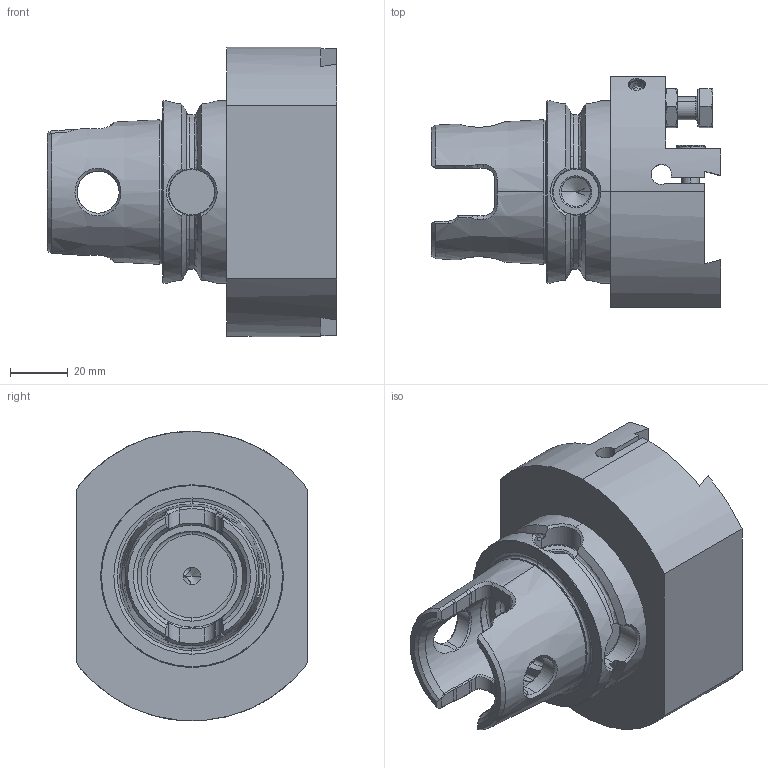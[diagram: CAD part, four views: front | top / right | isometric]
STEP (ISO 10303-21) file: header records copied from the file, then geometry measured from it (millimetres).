
FILE_DESCRIPTION (( 'STEP AP203' ), '1' );
FILE_NAME ('KU6.AM3.K11.060.STEP', '2018-02-14T10:52:50', ( 'SWIAdmin' ), ( 'Hewlett-Packard Company' ), 'SwSTEP 2.0', 'SolidWorks 2017', '' );
FILE_SCHEMA (( 'CONFIG_CONTROL_DESIGN' ));
Length unit declared in the file: millimetre
Products named in the file (7): KVT_MB_600_060; ISO 4035 - M8_PreviewCfg; AM3-ER1.001.020_PreviewCfg; KU6.AM3.K11.060; KU6-AM3.K11.060_B; ISO 4026 - M8 x 10_PreviewCfg; ISO 4762 - M6 x 16_PreviewCfg
Assembly tree (9 placements, depth 2):
  KU6.AM3.K11.060
    KU6-AM3.K11.060_B
    ISO 4026 - M8 x 10_PreviewCfg
    ISO 4762 - M6 x 16_PreviewCfg  x3
    KVT_MB_600_060  x2
    ISO 4035 - M8_PreviewCfg
    AM3-ER1.001.020_PreviewCfg
Bounding box: 99.95 x 80 x 99.94 mm (x, y, z)
Volume: 288522.6 mm3; surface area: 54712.2 mm2
Topology: 11 solids, 11 shells, 534 faces, 1316 edges, 793 vertices
Faces by surface type: plane 156, cone 139, cylinder 133, bspline 58, torus 44, sphere 4
Entity records: 18213 total; most frequent: CARTESIAN_POINT 7440, ORIENTED_EDGE 2220, DIRECTION 1854, EDGE_CURVE 1110, AXIS2_PLACEMENT_3D 744, VERTEX_POINT 688, EDGE_LOOP 486, FACE_OUTER_BOUND 448
